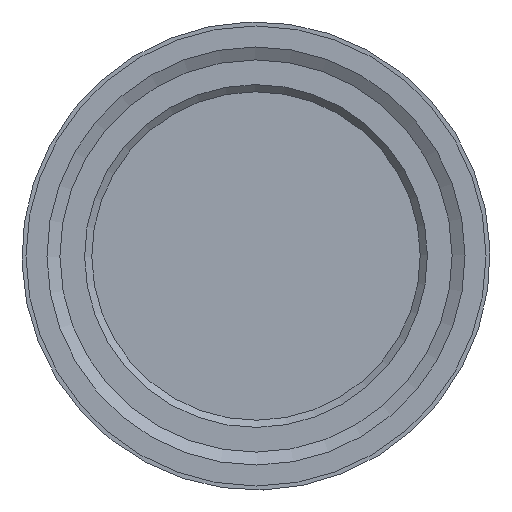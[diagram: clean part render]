
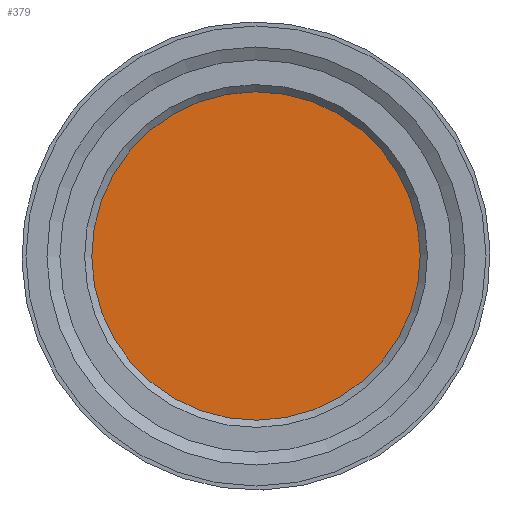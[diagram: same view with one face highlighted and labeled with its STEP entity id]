
A CAD part, left-side view. The second image highlights one B-rep face of the part: STEP entity #379.
In plain terms, the highlighted planar face has unit normal (-1, 0, 0).
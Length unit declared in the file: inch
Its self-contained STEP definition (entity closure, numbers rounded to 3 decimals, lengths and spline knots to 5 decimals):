
#47 = ORIENTED_EDGE ( 'NONE', *, *, #620, .T. ) ;
#105 = EDGE_LOOP ( 'NONE', ( #47 ) ) ;
#189 = FACE_OUTER_BOUND ( 'NONE', #105, .T. ) ;
#276 = CIRCLE ( 'NONE', #538, 1.435 ) ;
#310 = VERTEX_POINT ( 'NONE', #505 ) ;
#379 = ADVANCED_FACE ( 'NONE', ( #189 ), #710, .T. ) ;
#471 = CARTESIAN_POINT ( 'NONE',  ( -22.22748, -4.4255, 0. ) ) ;
#472 = DIRECTION ( 'NONE',  ( -1., 0., 0. ) ) ;
#473 = DIRECTION ( 'NONE',  ( 0., -1., 0.004 ) ) ;
#505 = CARTESIAN_POINT ( 'NONE',  ( -22.22748, -5.86048, 0.00612 ) ) ;
#538 = AXIS2_PLACEMENT_3D ( 'NONE', #471, #472, #473 ) ;
#620 = EDGE_CURVE ( 'NONE', #310, #310, #276, .T. ) ;
#634 = AXIS2_PLACEMENT_3D ( 'NONE', #709, #713, #714 ) ;
#709 = CARTESIAN_POINT ( 'NONE',  ( -22.22748, -4.4255, 0. ) ) ;
#710 = PLANE ( 'NONE',  #634 ) ;
#713 = DIRECTION ( 'NONE',  ( -1., 0., 0. ) ) ;
#714 = DIRECTION ( 'NONE',  ( 0., 0., 1. ) ) ;
